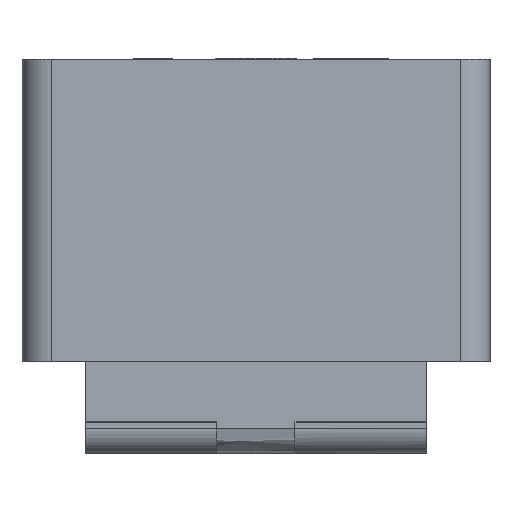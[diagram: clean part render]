
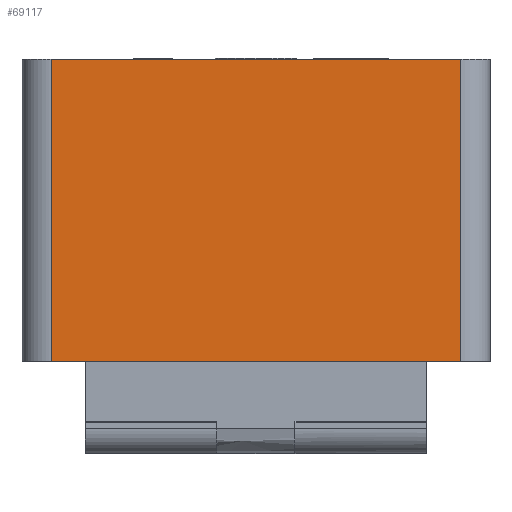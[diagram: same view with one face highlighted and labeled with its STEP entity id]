
A CAD part, front view. The second image highlights one B-rep face of the part: STEP entity #69117.
In plain terms, the highlighted free-form (B-spline) face has degree [1, 1] with [2, 2] control points.
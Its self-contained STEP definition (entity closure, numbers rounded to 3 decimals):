
#68837=CARTESIAN_POINT('',(-2.1,-2.4,0.05));
#68838=VERTEX_POINT('',#68837);
#68845=CARTESIAN_POINT('',(2.1,-2.4,0.05));
#68846=VERTEX_POINT('',#68845);
#68847=CARTESIAN_POINT('',(-2.1,-2.4,0.05));
#68848=CARTESIAN_POINT('',(2.1,-2.4,0.05));
#68849=B_SPLINE_CURVE_WITH_KNOTS('',1,(#68847,#68848),.POLYLINE_FORM.,.F.,.U.,(2,2),(0.063,0.938),.UNSPECIFIED.);
#68850=EDGE_CURVE('',#68838,#68846,#68849,.T.);
#68971=CARTESIAN_POINT('',(-2.1,-2.4,-3.05));
#68972=VERTEX_POINT('',#68971);
#68979=CARTESIAN_POINT('',(2.1,-2.4,-3.05));
#68980=VERTEX_POINT('',#68979);
#68981=CARTESIAN_POINT('',(-2.1,-2.4,-3.05));
#68982=CARTESIAN_POINT('',(2.1,-2.4,-3.05));
#68983=B_SPLINE_CURVE_WITH_KNOTS('',1,(#68981,#68982),.POLYLINE_FORM.,.F.,.U.,(2,2),(0.063,0.938),.UNSPECIFIED.);
#68984=EDGE_CURVE('',#68972,#68980,#68983,.T.);
#69098=CARTESIAN_POINT('',(-2.4,-2.4,0.05));
#69099=CARTESIAN_POINT('',(-2.4,-2.4,-3.05));
#69100=CARTESIAN_POINT('',(2.4,-2.4,0.05));
#69101=CARTESIAN_POINT('',(2.4,-2.4,-3.05));
#69102=B_SPLINE_SURFACE_WITH_KNOTS('',1,1,((#69098,#69099),(#69100,#69101)),.PLANE_SURF.,.F.,.F.,.U.,(2,2),(2,2),(0.,1.),(0.,1.),.UNSPECIFIED.);
#69103=CARTESIAN_POINT('',(-2.1,-2.4,0.05));
#69104=CARTESIAN_POINT('',(-2.1,-2.4,-3.05));
#69105=B_SPLINE_CURVE_WITH_KNOTS('',1,(#69103,#69104),.POLYLINE_FORM.,.F.,.U.,(2,2),(0.,1.),.UNSPECIFIED.);
#69106=EDGE_CURVE('',#68838,#68972,#69105,.T.);
#69107=ORIENTED_EDGE('',*,*,#69106,.F.);
#69108=ORIENTED_EDGE('',*,*,#68850,.T.);
#69109=CARTESIAN_POINT('',(2.1,-2.4,0.05));
#69110=CARTESIAN_POINT('',(2.1,-2.4,-3.05));
#69111=B_SPLINE_CURVE_WITH_KNOTS('',1,(#69109,#69110),.POLYLINE_FORM.,.F.,.U.,(2,2),(0.,1.),.UNSPECIFIED.);
#69112=EDGE_CURVE('',#68846,#68980,#69111,.T.);
#69113=ORIENTED_EDGE('',*,*,#69112,.T.);
#69114=ORIENTED_EDGE('',*,*,#68984,.F.);
#69115=EDGE_LOOP('',(#69107,#69108,#69113,#69114));
#69116=FACE_OUTER_BOUND('',#69115,.F.);
#69117=ADVANCED_FACE('',(#69116),#69102,.F.);
